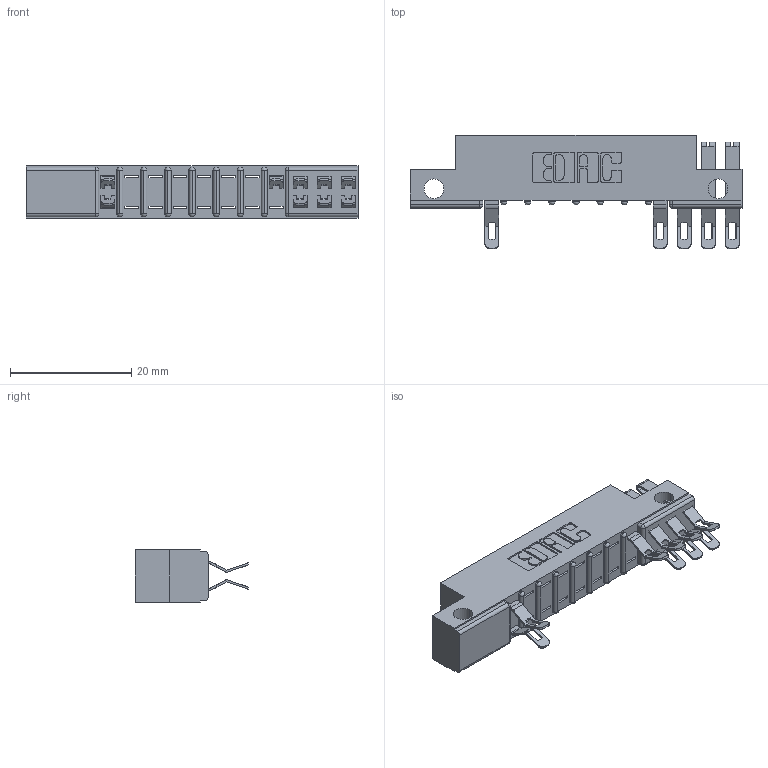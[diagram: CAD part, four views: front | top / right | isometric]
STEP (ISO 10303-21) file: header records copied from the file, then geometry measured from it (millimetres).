
FILE_DESCRIPTION (( 'STEP AP203' ), '1' );
FILE_NAME ('357-022-555-212.STEP', '2018-08-08T22:53:50', ( '' ), ( '' ), 'SwSTEP 2.0', 'SolidWorks 2016', '' );
FILE_SCHEMA (( 'CONFIG_CONTROL_DESIGN' ));
Length unit declared in the file: inch
Products named in the file (3): 307-290-001_555; 357-022-555-212; 307 Part_.128 Dia Side Mounting Holes
Assembly tree (10 placements, depth 2):
  357-022-555-212
    307 Part_.128 Dia Side Mounting Holes
    307-290-001_555  x9
Bounding box: 54.71 x 18.75 x 8.71 mm (x, y, z)
Volume: 3440.6 mm3; surface area: 4821.4 mm2
Topology: 10 solids, 10 shells, 746 faces, 2176 edges, 1412 vertices
Faces by surface type: plane 418, cylinder 310, sphere 18
Entity records: 11621 total; most frequent: CARTESIAN_POINT 1945, ORIENTED_EDGE 1932, DIRECTION 1920, EDGE_CURVE 966, LINE 714, VECTOR 714, VERTEX_POINT 628, AXIS2_PLACEMENT_3D 603
